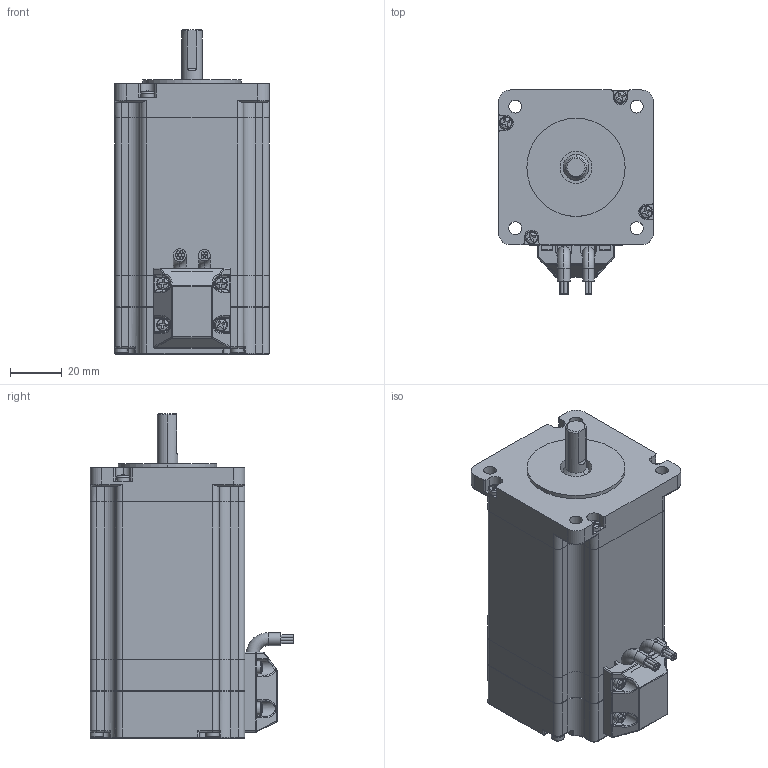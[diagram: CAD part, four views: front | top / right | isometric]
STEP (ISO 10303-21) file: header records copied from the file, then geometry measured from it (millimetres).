
FILE_DESCRIPTION(('HOOPS Exchange Step'),'2;1');
FILE_NAME('export-22E410BB-9F56-4D96-84FC-0C49B5F54380.stp','2022-10-19T14:31:59+02:00',('User'),('Alibre'),'HOOPS Exchange 2021.0','Alibre','Unknown authorisation');
FILE_SCHEMA( ('AP242_MANAGED_MODEL_BASED_3D_ENGINEERING_MIM_LF {1 0 10303 442 1 1 4 }') );
Length unit declared in the file: millimetre
Products named in the file (11): ×ªÖá_1_Default_Default; ×ª×Ó×é¼þ_Default_Default; Ïß_1_Default_Default; 16-021_1_Default_Default; 16-638-6_Default_Default; 60-61.5-1.8_Default_Default; 16-631-1_1_Default_Default; M3x8; M3x22; M3x77; 6025 Closed Loop Stepper Motor NEMA23-3.1Nm CS-M22331-L (2phase)
Assembly tree (19 placements, depth 3):
  6025 Closed Loop Stepper Motor NEMA23-3.1Nm CS-M22331-L (2phase)
    ×ª×Ó×é¼þ_Default_Default
      ×ªÖá_1_Default_Default
    Ïß_1_Default_Default
    16-021_1_Default_Default
    16-638-6_Default_Default
    60-61.5-1.8_Default_Default
    16-631-1_1_Default_Default
    M3x8  x4
    M3x22  x4
    M3x77  x4
Bounding box: 60 x 79 x 126 mm (x, y, z)
Volume: 156583.1 mm3; surface area: 101752 mm2
Topology: 19 solids, 19 shells, 1644 faces, 4417 edges, 2802 vertices
Faces by surface type: plane 674, cylinder 611, torus 135, cone 86, bspline 86, sphere 52
Full cylindrical faces by diameter (mm): 1.2 x10, 3 x12, 5 x16, 12.4 x1, 24 x1
Entity records: 74979 total; most frequent: CARTESIAN_POINT 39266, DIRECTION 7524, ORIENTED_EDGE 7480, EDGE_CURVE 3740, AXIS2_PLACEMENT_3D 2770, VERTEX_POINT 2386, VECTOR 1984, LINE 1984
